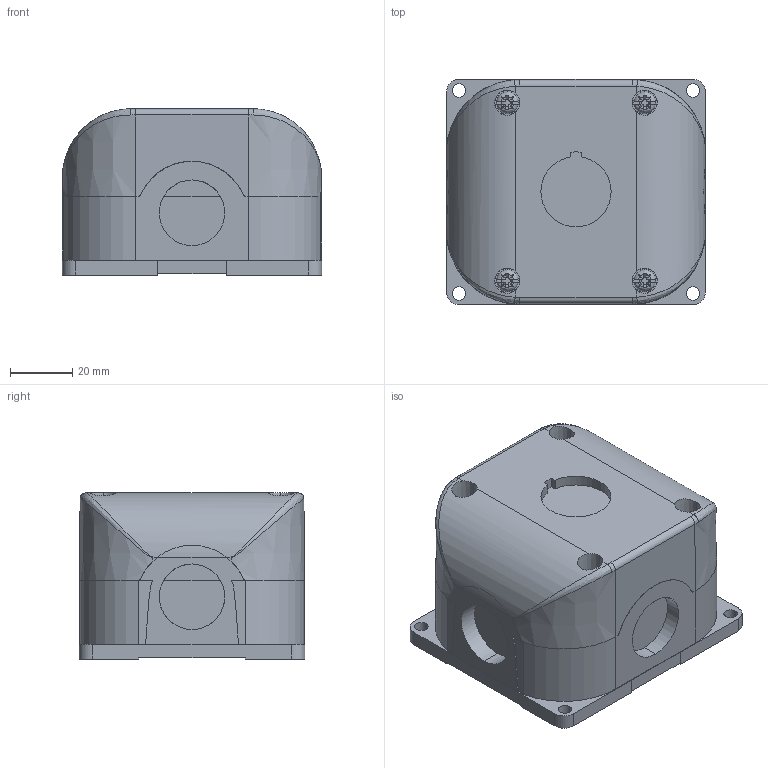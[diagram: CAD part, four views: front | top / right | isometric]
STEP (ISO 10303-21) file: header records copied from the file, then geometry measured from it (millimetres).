
FILE_DESCRIPTION (( 'STEP AP203' ), '1' );
FILE_NAME ('SB115.step', '2025-02-06T16:35:49', ( '' ), ( '' ), 'SwSTEP 2.0', 'SolidWorks 2024', '' );
FILE_SCHEMA (( 'CONFIG_CONTROL_DESIGN' ));
Length unit declared in the file: inch
Products named in the file (1): SB115
Bounding box: 83 x 72.29 x 53.3 mm (x, y, z)
Volume: 204985.1 mm3; surface area: 51181.5 mm2
Topology: 2 solids, 2 shells, 463 faces, 1276 edges, 832 vertices
Faces by surface type: plane 273, cylinder 114, bspline 60, cone 16
Entity records: 18569 total; most frequent: CARTESIAN_POINT 7518, ORIENTED_EDGE 2552, DIRECTION 1921, EDGE_CURVE 1276, VERTEX_POINT 832, LINE 729, VECTOR 729, AXIS2_PLACEMENT_3D 596
